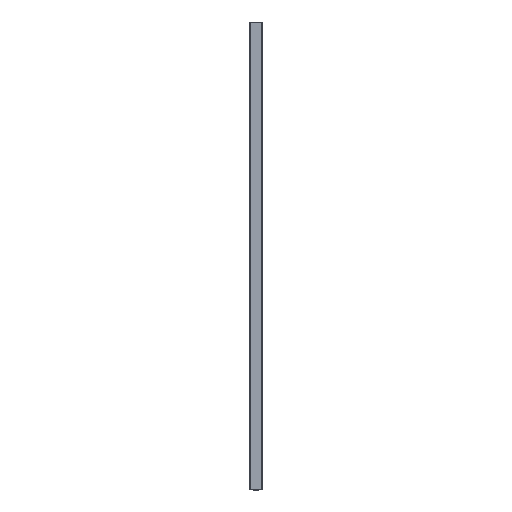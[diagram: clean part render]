
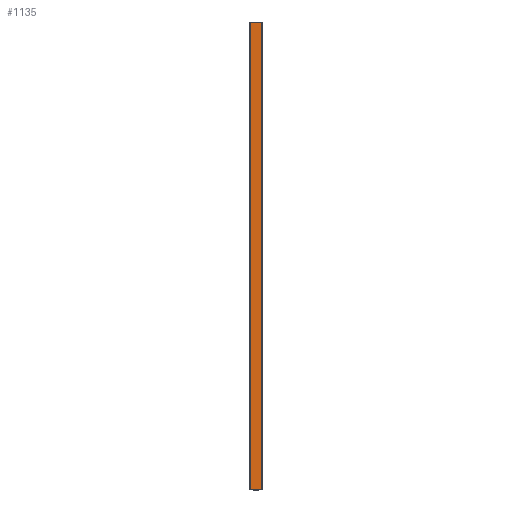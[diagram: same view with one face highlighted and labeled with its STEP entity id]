
A CAD part, top view. The second image highlights one B-rep face of the part: STEP entity #1135.
In plain terms, the highlighted planar face has unit normal (0, 0, 1).
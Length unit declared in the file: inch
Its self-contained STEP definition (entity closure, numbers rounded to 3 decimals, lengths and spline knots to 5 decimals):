
#73 = CARTESIAN_POINT ( 'NONE',  ( -0.93, 36., 0. ) ) ;
#159 = LINE ( 'NONE', #996, #1515 ) ;
#177 = ORIENTED_EDGE ( 'NONE', *, *, #706, .T. ) ;
#237 = VERTEX_POINT ( 'NONE', #835 ) ;
#266 = DIRECTION ( 'NONE',  ( 0., -1., 0. ) ) ;
#386 = VERTEX_POINT ( 'NONE', #2347 ) ;
#437 = EDGE_CURVE ( 'NONE', #237, #1396, #159, .T. ) ;
#507 = CARTESIAN_POINT ( 'NONE',  ( -0.07, 0., 0. ) ) ;
#662 = CARTESIAN_POINT ( 'NONE',  ( -0.93, 36., 0. ) ) ;
#696 = DIRECTION ( 'NONE',  ( 1., 0., 0. ) ) ;
#706 = EDGE_CURVE ( 'NONE', #386, #1396, #1728, .T. ) ;
#835 = CARTESIAN_POINT ( 'NONE',  ( -0.07, 36., 0. ) ) ;
#912 = DIRECTION ( 'NONE',  ( 1., 0., 0. ) ) ;
#996 = CARTESIAN_POINT ( 'NONE',  ( -0.07, 36., 0. ) ) ;
#1070 = ORIENTED_EDGE ( 'NONE', *, *, #1927, .T. ) ;
#1135 = ADVANCED_FACE ( 'NONE', ( #1695 ), #2529, .F. ) ;
#1286 = EDGE_LOOP ( 'NONE', ( #177, #1931, #2125, #1070 ) ) ;
#1301 = LINE ( 'NONE', #2138, #2077 ) ;
#1396 = VERTEX_POINT ( 'NONE', #507 ) ;
#1487 = DIRECTION ( 'NONE',  ( 0., 0., -1. ) ) ;
#1488 = AXIS2_PLACEMENT_3D ( 'NONE', #662, #1487, #2324 ) ;
#1515 = VECTOR ( 'NONE', #1824, 39.37008 ) ;
#1695 = FACE_OUTER_BOUND ( 'NONE', #1286, .T. ) ;
#1728 = LINE ( 'NONE', #2568, #2026 ) ;
#1824 = DIRECTION ( 'NONE',  ( 0., -1., 0. ) ) ;
#1927 = EDGE_CURVE ( 'NONE', #2551, #386, #1301, .T. ) ;
#1931 = ORIENTED_EDGE ( 'NONE', *, *, #437, .F. ) ;
#1945 = LINE ( 'NONE', #73, #1946 ) ;
#1946 = VECTOR ( 'NONE', #912, 39.37008 ) ;
#1968 = EDGE_CURVE ( 'NONE', #2551, #237, #1945, .T. ) ;
#2026 = VECTOR ( 'NONE', #696, 39.37008 ) ;
#2077 = VECTOR ( 'NONE', #266, 39.37008 ) ;
#2125 = ORIENTED_EDGE ( 'NONE', *, *, #1968, .F. ) ;
#2138 = CARTESIAN_POINT ( 'NONE',  ( -0.93, 36., 0. ) ) ;
#2283 = CARTESIAN_POINT ( 'NONE',  ( -0.93, 36., 0. ) ) ;
#2324 = DIRECTION ( 'NONE',  ( -1., 0., 0. ) ) ;
#2347 = CARTESIAN_POINT ( 'NONE',  ( -0.93, 0., 0. ) ) ;
#2529 = PLANE ( 'NONE',  #1488 ) ;
#2551 = VERTEX_POINT ( 'NONE', #2283 ) ;
#2568 = CARTESIAN_POINT ( 'NONE',  ( -0.93, 0., 0. ) ) ;
